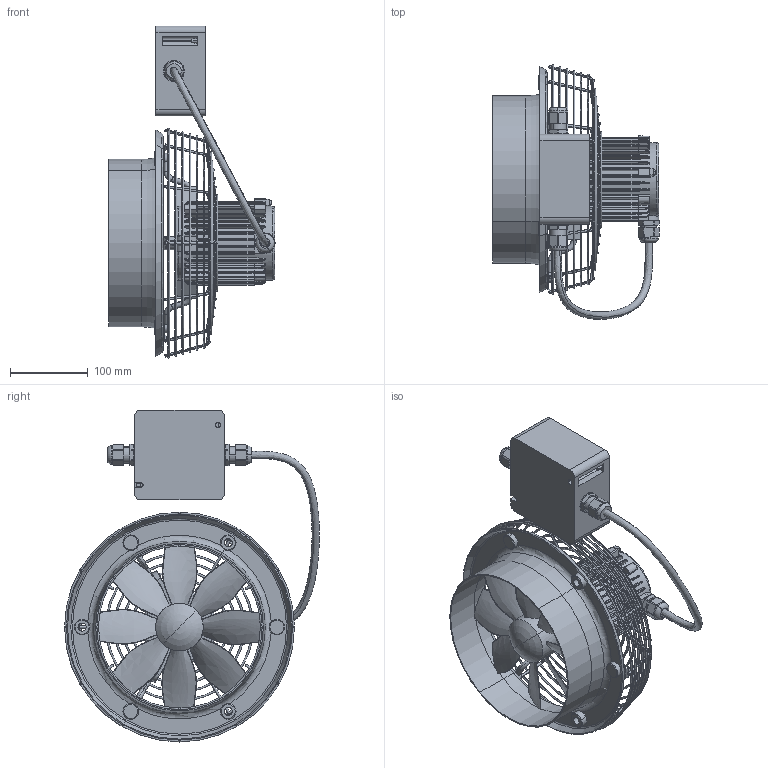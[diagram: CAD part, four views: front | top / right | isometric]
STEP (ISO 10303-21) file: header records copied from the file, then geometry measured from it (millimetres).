
FILE_DESCRIPTION(('Creo Elements/Direct Modeling STEP Export'),'2;1');
FILE_NAME('0094.0201_DZS_20_4_B_Ex_t.stp','2022-11-29T13:34:21',(''),(''),'PTC Creo Elements/Direct Modeling STEP processor for AP214 (Solid Model)','PTC Creo Elements/Direct Modeling 19.0C 15-Aug-2015 (C) Parametric Technology GmbH','');
FILE_SCHEMA(('AUTOMOTIVE_DESIGN { 1 0 10303 214 1 1 1 1 }'));
Length unit declared in the file: millimetre
Products named in the file (4): Klemmkasten; Kabel; 0094.0201_DZS_20_4_B_Ex_t
Assembly tree (3 placements, depth 2):
  0094.0201_DZS_20_4_B_Ex_t
    0094.0201_DZS_20_4_B_Ex_t
    Kabel
    Klemmkasten
Bounding box: 213.94 x 326.91 x 425.91 mm (x, y, z)
Volume: 2262762.4 mm3; surface area: 496979.9 mm2
Topology: 4 solids, 5 shells, 1333 faces, 3789 edges, 2499 vertices
Faces by surface type: plane 589, bspline 254, cylinder 236, torus 112, extrusion 72, cone 66, sphere 4
Entity records: 164738 total; most frequent: CARTESIAN_POINT 134044, ORIENTED_EDGE 7574, DIRECTION 4139, EDGE_CURVE 3787, VERTEX_POINT 2499, EDGE_LOOP 1526, AXIS2_PLACEMENT_3D 1464, B_SPLINE_CURVE_WITH_KNOTS 1398
